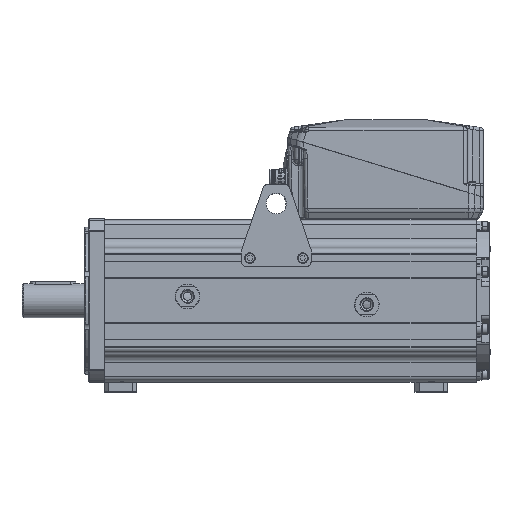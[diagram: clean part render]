
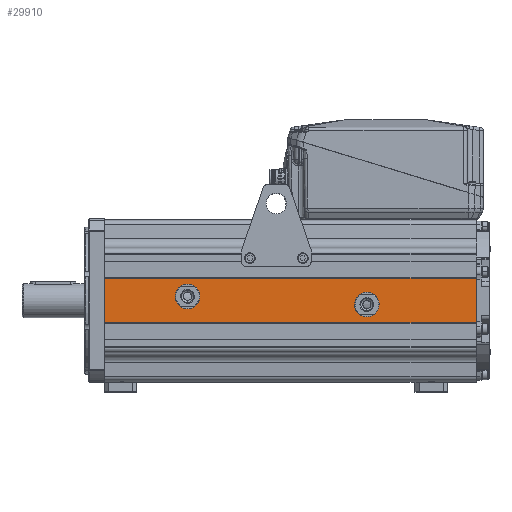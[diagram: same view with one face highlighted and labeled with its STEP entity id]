
A CAD part, top view. The second image highlights one B-rep face of the part: STEP entity #29910.
In plain terms, the highlighted planar face has unit normal (0, 0, 1).
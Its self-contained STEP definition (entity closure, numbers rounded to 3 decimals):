
#26754=DIRECTION('',(-1.,0.,0.));
#26755=VECTOR('',#26754,456.);
#26756=CARTESIAN_POINT('',(557.,27.,95.5));
#26757=LINE('',#26756,#26755);
#26762=DIRECTION('',(0.,1.,0.));
#26763=VECTOR('',#26762,54.);
#26764=CARTESIAN_POINT('',(101.,-27.,95.5));
#26765=LINE('',#26764,#26763);
#26766=DIRECTION('',(0.,-1.,0.));
#26767=VECTOR('',#26766,54.);
#26768=CARTESIAN_POINT('',(557.,27.,95.5));
#26769=LINE('',#26768,#26767);
#26770=DIRECTION('',(-1.,0.,0.));
#26771=VECTOR('',#26770,456.);
#26772=CARTESIAN_POINT('',(557.,-27.,95.5));
#26773=LINE('',#26772,#26771);
#26774=CARTESIAN_POINT('',(203.,5.,95.5));
#26775=DIRECTION('',(0.,0.,1.));
#26776=DIRECTION('',(1.,0.,0.));
#26777=AXIS2_PLACEMENT_3D('',#26774,#26775,#26776);
#26779=CARTESIAN_POINT('',(203.,5.,95.5));
#26780=DIRECTION('',(0.,0.,1.));
#26781=DIRECTION('',(-1.,0.,0.));
#26782=AXIS2_PLACEMENT_3D('',#26779,#26780,#26781);
#26784=CARTESIAN_POINT('',(423.,-5.,95.5));
#26785=DIRECTION('',(0.,0.,1.));
#26786=DIRECTION('',(1.,0.,0.));
#26787=AXIS2_PLACEMENT_3D('',#26784,#26785,#26786);
#26789=CARTESIAN_POINT('',(423.,-5.,95.5));
#26790=DIRECTION('',(0.,0.,1.));
#26791=DIRECTION('',(-1.,0.,0.));
#26792=AXIS2_PLACEMENT_3D('',#26789,#26790,#26791);
#27084=CARTESIAN_POINT('',(557.,-27.,95.5));
#27085=CARTESIAN_POINT('',(101.,-27.,95.5));
#27086=VERTEX_POINT('',#27084);
#27087=VERTEX_POINT('',#27085);
#27220=CARTESIAN_POINT('',(101.,27.,95.5));
#27221=VERTEX_POINT('',#27220);
#27222=CARTESIAN_POINT('',(557.,27.,95.5));
#27223=VERTEX_POINT('',#27222);
#27662=CARTESIAN_POINT('',(415.5,-5.,95.5));
#27663=CARTESIAN_POINT('',(430.5,-5.,95.5));
#27664=VERTEX_POINT('',#27662);
#27665=VERTEX_POINT('',#27663);
#27666=CARTESIAN_POINT('',(195.5,5.,95.5));
#27667=CARTESIAN_POINT('',(210.5,5.,95.5));
#27668=VERTEX_POINT('',#27666);
#27669=VERTEX_POINT('',#27667);
#29885=CARTESIAN_POINT('',(557.,-27.,95.5));
#29886=DIRECTION('',(0.,0.,1.));
#29887=DIRECTION('',(0.,1.,0.));
#29888=AXIS2_PLACEMENT_3D('',#29885,#29886,#29887);
#29889=PLANE('',#29888);
#29891=ORIENTED_EDGE('',*,*,#29890,.T.);
#29892=ORIENTED_EDGE('',*,*,#29878,.F.);
#29893=ORIENTED_EDGE('',*,*,#27757,.T.);
#29895=ORIENTED_EDGE('',*,*,#29894,.T.);
#29896=EDGE_LOOP('',(#29891,#29892,#29893,#29895));
#29897=FACE_OUTER_BOUND('',#29896,.F.);
#29899=ORIENTED_EDGE('',*,*,#29898,.T.);
#29901=ORIENTED_EDGE('',*,*,#29900,.T.);
#29902=EDGE_LOOP('',(#29899,#29901));
#29903=FACE_BOUND('',#29902,.F.);
#29905=ORIENTED_EDGE('',*,*,#29904,.T.);
#29907=ORIENTED_EDGE('',*,*,#29906,.T.);
#29908=EDGE_LOOP('',(#29905,#29907));
#29909=FACE_BOUND('',#29908,.F.);
#29910=ADVANCED_FACE('',(#29897,#29903,#29909),#29889,.T.);
#26778=CIRCLE('',#26777,7.5);
#26783=CIRCLE('',#26782,7.5);
#26788=CIRCLE('',#26787,7.5);
#26793=CIRCLE('',#26792,7.5);
#27757=EDGE_CURVE('',#27223,#27086,#26769,.T.);
#29878=EDGE_CURVE('',#27223,#27221,#26757,.T.);
#29890=EDGE_CURVE('',#27087,#27221,#26765,.T.);
#29894=EDGE_CURVE('',#27086,#27087,#26773,.T.);
#29898=EDGE_CURVE('',#27669,#27668,#26778,.T.);
#29900=EDGE_CURVE('',#27668,#27669,#26783,.T.);
#29904=EDGE_CURVE('',#27665,#27664,#26788,.T.);
#29906=EDGE_CURVE('',#27664,#27665,#26793,.T.);
